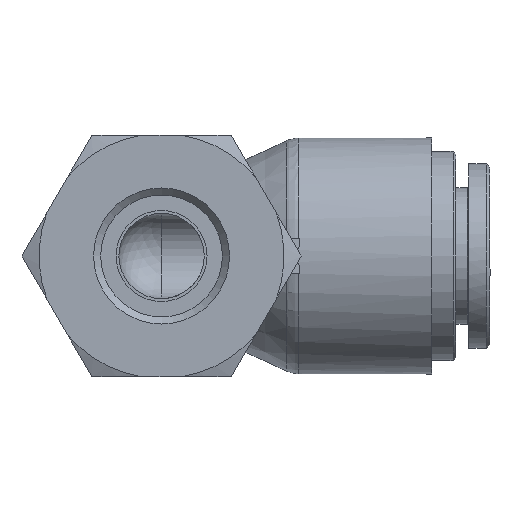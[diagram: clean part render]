
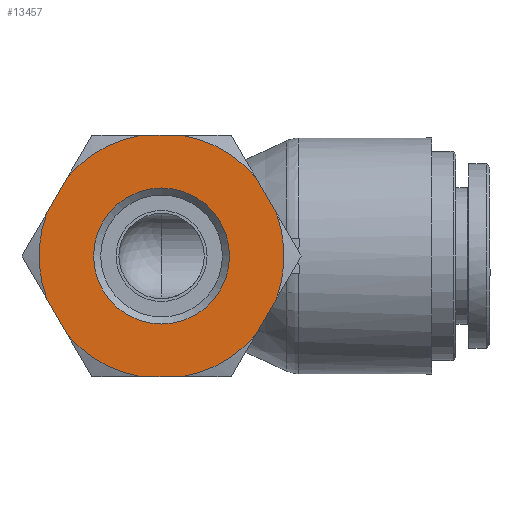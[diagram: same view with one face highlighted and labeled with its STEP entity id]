
A CAD part, front view. The second image highlights one B-rep face of the part: STEP entity #13457.
In plain terms, the highlighted face is planar.
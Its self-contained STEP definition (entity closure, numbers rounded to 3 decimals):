
#13333=CARTESIAN_POINT('',(-23.1,4.783,0.));
#13334=VERTEX_POINT('',#13333);
#13335=CARTESIAN_POINT('',(-23.1,0.,0.0));
#13336=DIRECTION('',(-1.0,0.0,0.0));
#13337=DIRECTION('',(0.0,-1.0,0.0));
#13338=AXIS2_PLACEMENT_3D('',#13335,#13336,#13337);
#13339=CIRCLE('',#13338,4.783);
#13340=EDGE_CURVE('',#13334,#13334,#13339,.T.);
#13345=CARTESIAN_POINT('',(-23.1,6.391,0.0));
#13346=DIRECTION('',(-1.0,0.0,0.0));
#13347=DIRECTION('',(0.0,0.0,1.0));
#13348=AXIS2_PLACEMENT_3D('',#13345,#13346,#13347);
#13349=PLANE('',#13348);
#13350=CARTESIAN_POINT('',(-23.1,8.063,3.035));
#13351=VERTEX_POINT('',#13350);
#13352=CARTESIAN_POINT('',(-23.1,8.063,-3.035));
#13353=VERTEX_POINT('',#13352);
#13354=CARTESIAN_POINT('',(-23.1,0.,0.0));
#13355=DIRECTION('',(-1.0,0.0,0.0));
#13356=DIRECTION('',(0.0,1.0,0.0));
#13357=AXIS2_PLACEMENT_3D('',#13354,#13355,#13356);
#13358=CIRCLE('',#13357,8.615);
#13359=EDGE_CURVE('',#13351,#13353,#13358,.T.);
#13360=ORIENTED_EDGE('',*,*,#13359,.T.);
#13361=CARTESIAN_POINT('',(-23.1,6.66,-5.465));
#13362=VERTEX_POINT('',#13361);
#13363=CARTESIAN_POINT('',(-23.1,6.66,-5.465));
#13364=DIRECTION('',(0.0,0.5,0.866));
#13365=VECTOR('',#13364,2.805);
#13366=LINE('',#13363,#13365);
#13367=EDGE_CURVE('',#13362,#13353,#13366,.T.);
#13368=ORIENTED_EDGE('',*,*,#13367,.F.);
#13369=CARTESIAN_POINT('',(-23.1,1.403,-8.5));
#13370=VERTEX_POINT('',#13369);
#13371=CARTESIAN_POINT('',(-23.1,0.,0.0));
#13372=DIRECTION('',(-1.0,0.0,0.0));
#13373=DIRECTION('',(0.0,1.0,0.0));
#13374=AXIS2_PLACEMENT_3D('',#13371,#13372,#13373);
#13375=CIRCLE('',#13374,8.615);
#13376=EDGE_CURVE('',#13362,#13370,#13375,.T.);
#13377=ORIENTED_EDGE('',*,*,#13376,.T.);
#13378=CARTESIAN_POINT('',(-23.1,-1.403,-8.5));
#13379=VERTEX_POINT('',#13378);
#13380=CARTESIAN_POINT('',(-23.1,-1.403,-8.5));
#13381=DIRECTION('',(0.0,1.0,0.0));
#13382=VECTOR('',#13381,2.805);
#13383=LINE('',#13380,#13382);
#13384=EDGE_CURVE('',#13379,#13370,#13383,.T.);
#13385=ORIENTED_EDGE('',*,*,#13384,.F.);
#13386=CARTESIAN_POINT('',(-23.1,-6.66,-5.465));
#13387=VERTEX_POINT('',#13386);
#13388=CARTESIAN_POINT('',(-23.1,0.,0.0));
#13389=DIRECTION('',(-1.0,0.0,0.0));
#13390=DIRECTION('',(0.0,1.0,0.0));
#13391=AXIS2_PLACEMENT_3D('',#13388,#13389,#13390);
#13392=CIRCLE('',#13391,8.615);
#13393=EDGE_CURVE('',#13379,#13387,#13392,.T.);
#13394=ORIENTED_EDGE('',*,*,#13393,.T.);
#13395=CARTESIAN_POINT('',(-23.1,-8.063,-3.035));
#13396=VERTEX_POINT('',#13395);
#13397=CARTESIAN_POINT('',(-23.1,-8.063,-3.035));
#13398=DIRECTION('',(0.0,0.5,-0.866));
#13399=VECTOR('',#13398,2.805);
#13400=LINE('',#13397,#13399);
#13401=EDGE_CURVE('',#13396,#13387,#13400,.T.);
#13402=ORIENTED_EDGE('',*,*,#13401,.F.);
#13403=CARTESIAN_POINT('',(-23.1,-8.063,3.035));
#13404=VERTEX_POINT('',#13403);
#13405=CARTESIAN_POINT('',(-23.1,0.,0.0));
#13406=DIRECTION('',(-1.0,0.0,0.0));
#13407=DIRECTION('',(0.0,1.0,0.0));
#13408=AXIS2_PLACEMENT_3D('',#13405,#13406,#13407);
#13409=CIRCLE('',#13408,8.615);
#13410=EDGE_CURVE('',#13396,#13404,#13409,.T.);
#13411=ORIENTED_EDGE('',*,*,#13410,.T.);
#13412=CARTESIAN_POINT('',(-23.1,-6.66,5.465));
#13413=VERTEX_POINT('',#13412);
#13414=CARTESIAN_POINT('',(-23.1,-6.66,5.465));
#13415=DIRECTION('',(0.0,-0.5,-0.866));
#13416=VECTOR('',#13415,2.805);
#13417=LINE('',#13414,#13416);
#13418=EDGE_CURVE('',#13413,#13404,#13417,.T.);
#13419=ORIENTED_EDGE('',*,*,#13418,.F.);
#13420=CARTESIAN_POINT('',(-23.1,-1.403,8.5));
#13421=VERTEX_POINT('',#13420);
#13422=CARTESIAN_POINT('',(-23.1,0.,0.0));
#13423=DIRECTION('',(-1.0,0.0,0.0));
#13424=DIRECTION('',(0.0,1.0,0.0));
#13425=AXIS2_PLACEMENT_3D('',#13422,#13423,#13424);
#13426=CIRCLE('',#13425,8.615);
#13427=EDGE_CURVE('',#13413,#13421,#13426,.T.);
#13428=ORIENTED_EDGE('',*,*,#13427,.T.);
#13429=CARTESIAN_POINT('',(-23.1,1.403,8.5));
#13430=VERTEX_POINT('',#13429);
#13431=CARTESIAN_POINT('',(-23.1,1.403,8.5));
#13432=DIRECTION('',(0.0,-1.0,0.0));
#13433=VECTOR('',#13432,2.805);
#13434=LINE('',#13431,#13433);
#13435=EDGE_CURVE('',#13430,#13421,#13434,.T.);
#13436=ORIENTED_EDGE('',*,*,#13435,.F.);
#13437=CARTESIAN_POINT('',(-23.1,6.66,5.465));
#13438=VERTEX_POINT('',#13437);
#13439=CARTESIAN_POINT('',(-23.1,0.,0.0));
#13440=DIRECTION('',(-1.0,0.0,0.0));
#13441=DIRECTION('',(0.0,1.0,0.0));
#13442=AXIS2_PLACEMENT_3D('',#13439,#13440,#13441);
#13443=CIRCLE('',#13442,8.615);
#13444=EDGE_CURVE('',#13430,#13438,#13443,.T.);
#13445=ORIENTED_EDGE('',*,*,#13444,.T.);
#13446=CARTESIAN_POINT('',(-23.1,8.063,3.035));
#13447=DIRECTION('',(0.0,-0.5,0.866));
#13448=VECTOR('',#13447,2.805);
#13449=LINE('',#13446,#13448);
#13450=EDGE_CURVE('',#13351,#13438,#13449,.T.);
#13451=ORIENTED_EDGE('',*,*,#13450,.F.);
#13452=EDGE_LOOP('',(#13360,#13368,#13377,#13385,#13394,#13402,#13411,#13419,#13428,#13436,#13445,#13451));
#13453=FACE_OUTER_BOUND('',#13452,.T.);
#13454=ORIENTED_EDGE('',*,*,#13340,.F.);
#13455=EDGE_LOOP('',(#13454));
#13456=FACE_BOUND('',#13455,.T.);
#13457=ADVANCED_FACE('',(#13453,#13456),#13349,.T.);
